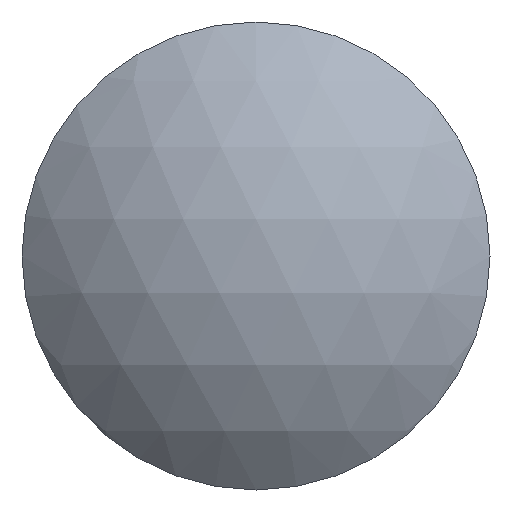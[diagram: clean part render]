
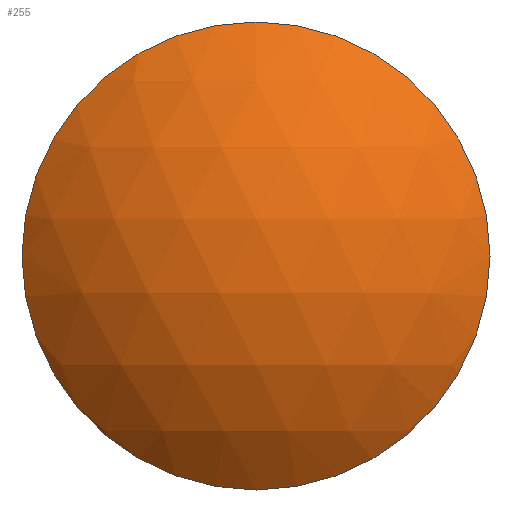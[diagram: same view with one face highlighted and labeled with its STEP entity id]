
A CAD part, left-side view. The second image highlights one B-rep face of the part: STEP entity #255.
In plain terms, the highlighted spherical face has radius 9.464 mm.
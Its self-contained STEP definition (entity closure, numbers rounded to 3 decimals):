
#26=SPHERICAL_SURFACE('',#302,9.464);
#44=FACE_OUTER_BOUND('',#62,.T.);
#62=EDGE_LOOP('',(#192));
#114=CIRCLE('',#300,6.5);
#124=VERTEX_POINT('',#427);
#148=EDGE_CURVE('',#124,#124,#114,.T.);
#192=ORIENTED_EDGE('',*,*,#148,.T.);
#255=ADVANCED_FACE('',(#44),#26,.T.);
#300=AXIS2_PLACEMENT_3D('',#428,#346,#347);
#302=AXIS2_PLACEMENT_3D('',#432,#351,#352);
#346=DIRECTION('center_axis',(-1.,0.,0.));
#347=DIRECTION('ref_axis',(0.,0.,1.));
#351=DIRECTION('center_axis',(0.,0.,-1.));
#352=DIRECTION('ref_axis',(0.,1.,0.));
#427=CARTESIAN_POINT('',(2.585,0.,-6.5));
#428=CARTESIAN_POINT('Origin',(2.585,0.,0.));
#432=CARTESIAN_POINT('Origin',(9.464,0.,0.));
